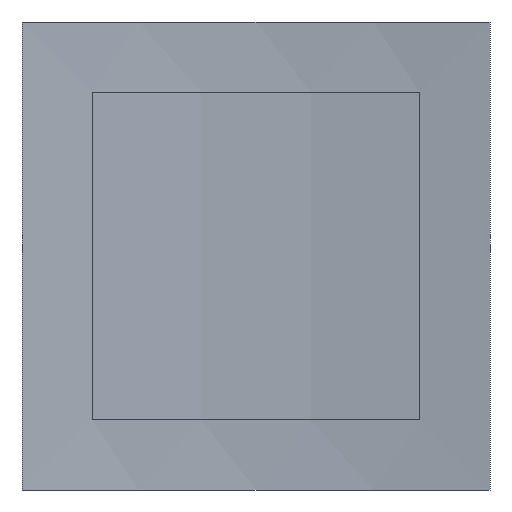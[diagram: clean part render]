
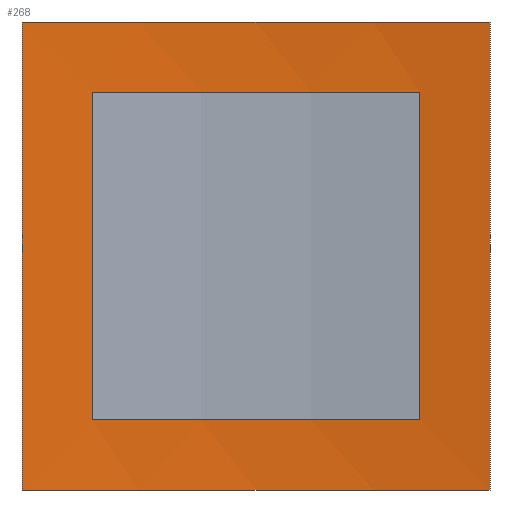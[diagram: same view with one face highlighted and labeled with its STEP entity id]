
A CAD part, front view. The second image highlights one B-rep face of the part: STEP entity #268.
In plain terms, the highlighted cylindrical face has radius 43.1 mm (diameter 86.2 mm), a partial arc.
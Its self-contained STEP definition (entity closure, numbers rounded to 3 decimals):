
#1 = EDGE_CURVE ( 'NONE', #49, #243, #98, .T. ) ;
#3 = CIRCLE ( 'NONE', #340, 43.1 ) ;
#7 = DIRECTION ( 'NONE',  ( 0., 0., 1. ) ) ;
#11 = CARTESIAN_POINT ( 'NONE',  ( 7., 5.528, -7. ) ) ;
#22 = ORIENTED_EDGE ( 'NONE', *, *, #198, .T. ) ;
#24 = VECTOR ( 'NONE', #7, 1000. ) ;
#25 = CARTESIAN_POINT ( 'NONE',  ( 0., -37., 4.9 ) ) ;
#26 = CARTESIAN_POINT ( 'NONE',  ( 7., 5.528, -7. ) ) ;
#29 = LINE ( 'NONE', #142, #99 ) ;
#32 = EDGE_CURVE ( 'NONE', #276, #40, #200, .T. ) ;
#35 = FACE_OUTER_BOUND ( 'NONE', #85, .T. ) ;
#40 = VERTEX_POINT ( 'NONE', #58 ) ;
#43 = VECTOR ( 'NONE', #191, 1000. ) ;
#45 = ORIENTED_EDGE ( 'NONE', *, *, #362, .T. ) ;
#47 = CARTESIAN_POINT ( 'NONE',  ( 7., 5.528, 7. ) ) ;
#49 = VERTEX_POINT ( 'NONE', #47 ) ;
#58 = CARTESIAN_POINT ( 'NONE',  ( -7., 5.528, -7. ) ) ;
#59 = CARTESIAN_POINT ( 'NONE',  ( 4.9, 5.821, -4.9 ) ) ;
#71 = ORIENTED_EDGE ( 'NONE', *, *, #91, .F. ) ;
#76 = VERTEX_POINT ( 'NONE', #338 ) ;
#78 = LINE ( 'NONE', #26, #43 ) ;
#79 = CARTESIAN_POINT ( 'NONE',  ( 0., -37., -7. ) ) ;
#82 = ORIENTED_EDGE ( 'NONE', *, *, #32, .F. ) ;
#85 = EDGE_LOOP ( 'NONE', ( #104, #346, #82, #71 ) ) ;
#91 = EDGE_CURVE ( 'NONE', #49, #276, #78, .T. ) ;
#95 = CARTESIAN_POINT ( 'NONE',  ( -4.9, 5.821, -7. ) ) ;
#98 = CIRCLE ( 'NONE', #267, 43.1 ) ;
#99 = VECTOR ( 'NONE', #320, 1000. ) ;
#104 = ORIENTED_EDGE ( 'NONE', *, *, #1, .T. ) ;
#115 = EDGE_LOOP ( 'NONE', ( #45, #22, #339, #217 ) ) ;
#123 = LINE ( 'NONE', #330, #153 ) ;
#128 = VERTEX_POINT ( 'NONE', #373 ) ;
#130 = CARTESIAN_POINT ( 'NONE',  ( 0., -37., 7. ) ) ;
#142 = CARTESIAN_POINT ( 'NONE',  ( 4.9, 5.821, -7. ) ) ;
#147 = CARTESIAN_POINT ( 'NONE',  ( 0., -37., -4.9 ) ) ;
#149 = DIRECTION ( 'NONE',  ( 0., 0., 1. ) ) ;
#153 = VECTOR ( 'NONE', #328, 1000. ) ;
#160 = DIRECTION ( 'NONE',  ( 0., 0., -1. ) ) ;
#172 = CARTESIAN_POINT ( 'NONE',  ( -4.9, 5.821, 4.9 ) ) ;
#180 = CARTESIAN_POINT ( 'NONE',  ( -7., 5.528, 7. ) ) ;
#188 = VERTEX_POINT ( 'NONE', #172 ) ;
#191 = DIRECTION ( 'NONE',  ( 0., 0., -1. ) ) ;
#198 = EDGE_CURVE ( 'NONE', #76, #215, #29, .T. ) ;
#200 = CIRCLE ( 'NONE', #231, 43.1 ) ;
#206 = DIRECTION ( 'NONE',  ( -1., 0., 0. ) ) ;
#209 = DIRECTION ( 'NONE',  ( 0., 0., 1. ) ) ;
#211 = CYLINDRICAL_SURFACE ( 'NONE', #323, 43.1 ) ;
#215 = VERTEX_POINT ( 'NONE', #59 ) ;
#217 = ORIENTED_EDGE ( 'NONE', *, *, #256, .T. ) ;
#225 = EDGE_CURVE ( 'NONE', #215, #128, #246, .T. ) ;
#231 = AXIS2_PLACEMENT_3D ( 'NONE', #79, #252, #371 ) ;
#243 = VERTEX_POINT ( 'NONE', #180 ) ;
#246 = CIRCLE ( 'NONE', #317, 43.1 ) ;
#247 = DIRECTION ( 'NONE',  ( 0., 0., 1. ) ) ;
#252 = DIRECTION ( 'NONE',  ( 0., 0., 1. ) ) ;
#256 = EDGE_CURVE ( 'NONE', #128, #188, #355, .T. ) ;
#267 = AXIS2_PLACEMENT_3D ( 'NONE', #130, #247, #369 ) ;
#268 = ADVANCED_FACE ( 'NONE', ( #298, #35 ), #211, .F. ) ;
#271 = DIRECTION ( 'NONE',  ( 1., 0., 0. ) ) ;
#276 = VERTEX_POINT ( 'NONE', #11 ) ;
#291 = EDGE_CURVE ( 'NONE', #40, #243, #123, .T. ) ;
#298 = FACE_BOUND ( 'NONE', #115, .T. ) ;
#317 = AXIS2_PLACEMENT_3D ( 'NONE', #147, #209, #206 ) ;
#320 = DIRECTION ( 'NONE',  ( 0., 0., -1. ) ) ;
#323 = AXIS2_PLACEMENT_3D ( 'NONE', #358, #149, #271 ) ;
#328 = DIRECTION ( 'NONE',  ( 0., 0., 1. ) ) ;
#330 = CARTESIAN_POINT ( 'NONE',  ( -7., 5.528, -7. ) ) ;
#338 = CARTESIAN_POINT ( 'NONE',  ( 4.9, 5.821, 4.9 ) ) ;
#339 = ORIENTED_EDGE ( 'NONE', *, *, #225, .T. ) ;
#340 = AXIS2_PLACEMENT_3D ( 'NONE', #25, #160, #344 ) ;
#344 = DIRECTION ( 'NONE',  ( 1., 0., 0. ) ) ;
#346 = ORIENTED_EDGE ( 'NONE', *, *, #291, .F. ) ;
#355 = LINE ( 'NONE', #95, #24 ) ;
#358 = CARTESIAN_POINT ( 'NONE',  ( 0., -37., -7. ) ) ;
#362 = EDGE_CURVE ( 'NONE', #188, #76, #3, .T. ) ;
#369 = DIRECTION ( 'NONE',  ( 1., 0., 0. ) ) ;
#371 = DIRECTION ( 'NONE',  ( 1., 0., 0. ) ) ;
#373 = CARTESIAN_POINT ( 'NONE',  ( -4.9, 5.821, -4.9 ) ) ;
